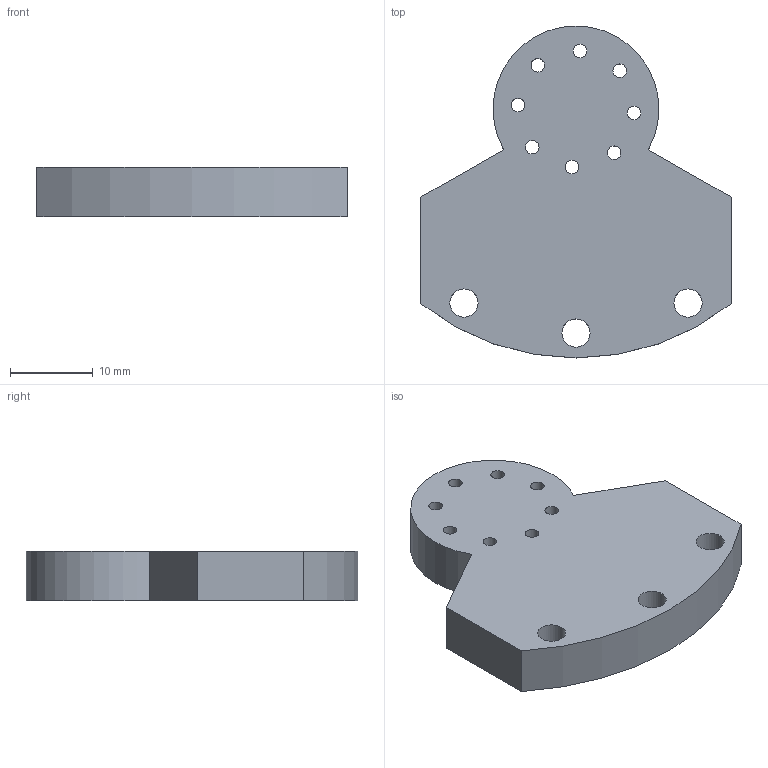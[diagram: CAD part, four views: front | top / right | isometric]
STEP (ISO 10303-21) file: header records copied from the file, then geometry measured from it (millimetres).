
FILE_DESCRIPTION(/* description */ (''),/* implementation_level */ '2;1');
FILE_NAME(/* name */ 'HIP_ROLL_BACK.stp',/* time_stamp */ '2017-08-21T11:38:42+09:00',/* author */ (''),/* organization */ (''),/* preprocessor_version */ 'ST-DEVELOPER v16.13',/* originating_system */ 'Autodesk Translation Framework v6.1.1.50',/* authorisation */ '');
FILE_SCHEMA (('AUTOMOTIVE_DESIGN { 1 0 10303 214 3 1 1 }'));
Length unit declared in the file: millimetre
Products named in the file (1): HIP_ROLL_BACK
Bounding box: 37.4 x 40 x 6 mm (x, y, z)
Volume: 5790 mm3; surface area: 3345.3 mm2
Topology: 1 solids, 1 shells, 21 faces, 57 edges, 39 vertices
Faces by surface type: cylinder 14, plane 7
Full cylindrical faces by diameter (mm): 1.623 x8, 3.4 x3, 10.8 x1
Entity records: 669 total; most frequent: DIRECTION 114, CARTESIAN_POINT 100, ORIENTED_EDGE 84, EDGE_LOOP 56, AXIS2_PLACEMENT_3D 50, EDGE_CURVE 42, VERTEX_POINT 36, FACE_BOUND 35
